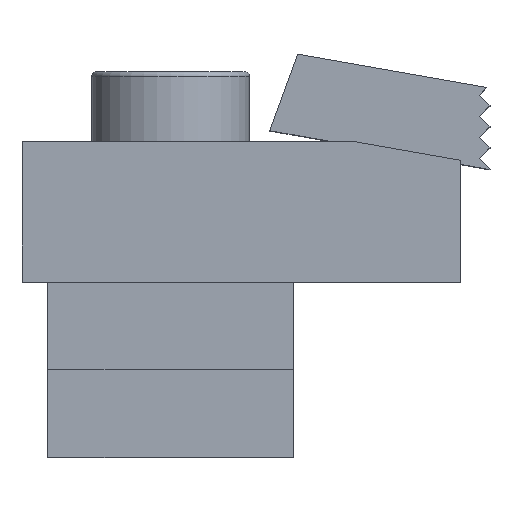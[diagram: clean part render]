
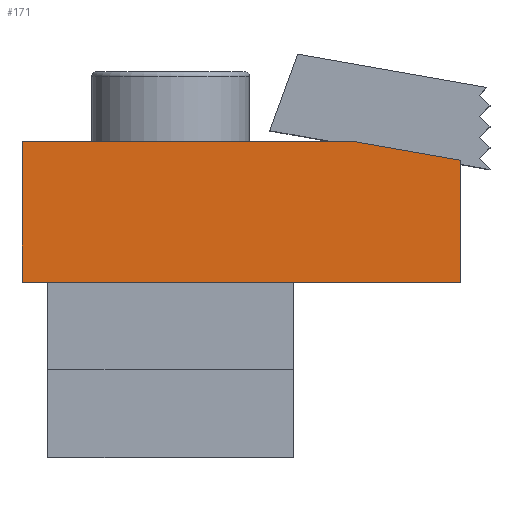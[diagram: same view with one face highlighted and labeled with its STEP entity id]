
A CAD part, top view. The second image highlights one B-rep face of the part: STEP entity #171.
In plain terms, the highlighted planar face has unit normal (0, 0, 1).
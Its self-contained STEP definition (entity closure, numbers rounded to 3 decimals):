
#171 = ADVANCED_FACE( '', ( #368 ), #369, .T. );
#368 = FACE_OUTER_BOUND( '', #581, .T. );
#369 = PLANE( '', #582 );
#581 = EDGE_LOOP( '', ( #994, #995, #996, #997, #998 ) );
#582 = AXIS2_PLACEMENT_3D( '', #999, #1000, #1001 );
#994 = ORIENTED_EDGE( '', *, *, #1356, .T. );
#995 = ORIENTED_EDGE( '', *, *, #1268, .T. );
#996 = ORIENTED_EDGE( '', *, *, #1358, .T. );
#997 = ORIENTED_EDGE( '', *, *, #1315, .T. );
#998 = ORIENTED_EDGE( '', *, *, #1327, .T. );
#999 = CARTESIAN_POINT( '', ( 0., 0., 14.2 ) );
#1000 = DIRECTION( '', ( 0., 0., 1. ) );
#1001 = DIRECTION( '', ( 1., 0., 0. ) );
#1268 = EDGE_CURVE( '', #1532, #1530, #1533, .T. );
#1315 = EDGE_CURVE( '', #1602, #1600, #1603, .T. );
#1327 = EDGE_CURVE( '', #1600, #1618, #1620, .T. );
#1356 = EDGE_CURVE( '', #1618, #1532, #1658, .T. );
#1358 = EDGE_CURVE( '', #1530, #1602, #1660, .T. );
#1530 = VERTEX_POINT( '', #1887 );
#1532 = VERTEX_POINT( '', #1890 );
#1533 = LINE( '', #1891, #1892 );
#1600 = VERTEX_POINT( '', #2073 );
#1602 = VERTEX_POINT( '', #2076 );
#1603 = LINE( '', #2077, #2078 );
#1618 = VERTEX_POINT( '', #2099 );
#1620 = LINE( '', #2102, #2103 );
#1658 = LINE( '', #2156, #2157 );
#1660 = LINE( '', #2159, #2160 );
#1887 = CARTESIAN_POINT( '', ( 33.05, 0., 14.2 ) );
#1890 = CARTESIAN_POINT( '', ( -16.95, 0., 14.2 ) );
#1891 = CARTESIAN_POINT( '', ( -16.95, 0., 14.2 ) );
#1892 = VECTOR( '', #2296, 1000. );
#2073 = CARTESIAN_POINT( '', ( 21.036, 16., 14.2 ) );
#2076 = CARTESIAN_POINT( '', ( 33.05, 13.882, 14.2 ) );
#2077 = CARTESIAN_POINT( '', ( 33.05, 13.882, 14.2 ) );
#2078 = VECTOR( '', #2336, 1000. );
#2099 = CARTESIAN_POINT( '', ( -16.95, 16., 14.2 ) );
#2102 = CARTESIAN_POINT( '', ( 21.036, 16., 14.2 ) );
#2103 = VECTOR( '', #2350, 1000. );
#2156 = CARTESIAN_POINT( '', ( -16.95, 16., 14.2 ) );
#2157 = VECTOR( '', #2372, 1000. );
#2159 = CARTESIAN_POINT( '', ( 33.05, 0., 14.2 ) );
#2160 = VECTOR( '', #2373, 1000. );
#2296 = DIRECTION( '', ( 1., 0., 0. ) );
#2336 = DIRECTION( '', ( -0.985, 0.174, 0. ) );
#2350 = DIRECTION( '', ( -1., 0., 0. ) );
#2372 = DIRECTION( '', ( 0., -1., 0. ) );
#2373 = DIRECTION( '', ( 0., 1., 0. ) );
